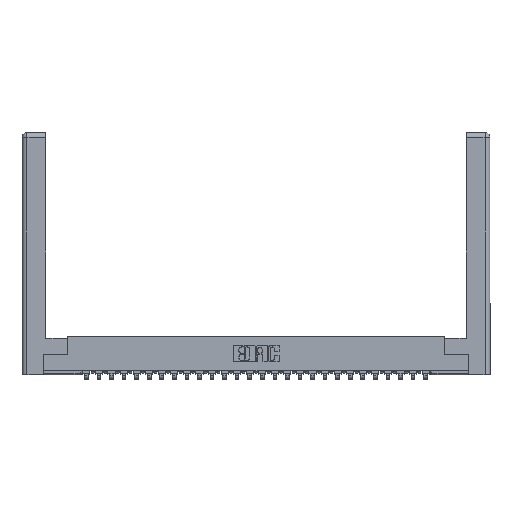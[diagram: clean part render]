
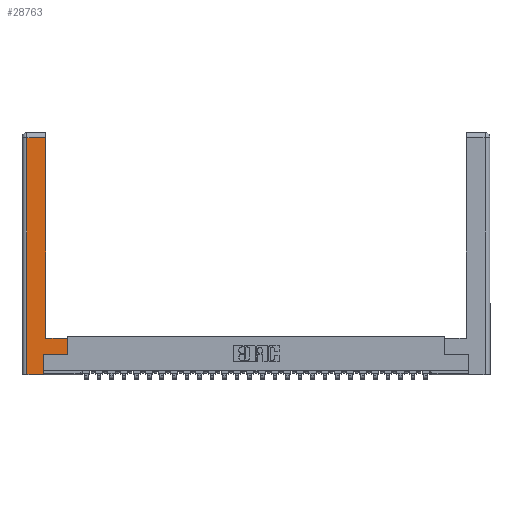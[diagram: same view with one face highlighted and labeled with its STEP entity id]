
A CAD part, top view. The second image highlights one B-rep face of the part: STEP entity #28763.
In plain terms, the highlighted planar face has unit normal (0, 0, 1).
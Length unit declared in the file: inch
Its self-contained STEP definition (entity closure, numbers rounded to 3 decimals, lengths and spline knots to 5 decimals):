
#386 = VECTOR ( 'NONE', #19454, 39.37008 ) ;
#460 = ORIENTED_EDGE ( 'NONE', *, *, #24469, .T. ) ;
#888 = ORIENTED_EDGE ( 'NONE', *, *, #22875, .T. ) ;
#1373 = EDGE_CURVE ( 'NONE', #13934, #23349, #13673, .T. ) ;
#1499 = DIRECTION ( 'NONE',  ( 1., 0., 0. ) ) ;
#1931 = VECTOR ( 'NONE', #2878, 39.37008 ) ;
#2002 = LINE ( 'NONE', #20646, #3417 ) ;
#2320 = VECTOR ( 'NONE', #15283, 39.37008 ) ;
#2416 = CARTESIAN_POINT ( 'NONE',  ( 0.265, 0., 0. ) ) ;
#2878 = DIRECTION ( 'NONE',  ( -1., 0., 0. ) ) ;
#3417 = VECTOR ( 'NONE', #18573, 39.37008 ) ;
#5037 = VECTOR ( 'NONE', #9218, 39.37008 ) ;
#5120 = ORIENTED_EDGE ( 'NONE', *, *, #9851, .T. ) ;
#5160 = CARTESIAN_POINT ( 'NONE',  ( 0.0615, 0., 0. ) ) ;
#5692 = LINE ( 'NONE', #22081, #386 ) ;
#7405 = VERTEX_POINT ( 'NONE', #14987 ) ;
#7502 = ORIENTED_EDGE ( 'NONE', *, *, #25849, .T. ) ;
#7679 = CARTESIAN_POINT ( 'NONE',  ( 0.0615, 2.94, 0. ) ) ;
#9218 = DIRECTION ( 'NONE',  ( 1., 0., 0. ) ) ;
#9851 = EDGE_CURVE ( 'NONE', #13901, #13934, #15649, .T. ) ;
#11178 = PLANE ( 'NONE',  #23900 ) ;
#11803 = DIRECTION ( 'NONE',  ( 0., -1., 0. ) ) ;
#12330 = CARTESIAN_POINT ( 'NONE',  ( 0.265, 0., 0. ) ) ;
#12913 = LINE ( 'NONE', #28567, #27433 ) ;
#13391 = FACE_OUTER_BOUND ( 'NONE', #20010, .T. ) ;
#13541 = EDGE_CURVE ( 'NONE', #17565, #20406, #12913, .T. ) ;
#13673 = LINE ( 'NONE', #2416, #5037 ) ;
#13901 = VERTEX_POINT ( 'NONE', #7679 ) ;
#13934 = VERTEX_POINT ( 'NONE', #5160 ) ;
#14241 = CARTESIAN_POINT ( 'NONE',  ( 0.295, 0.45, 0. ) ) ;
#14597 = EDGE_CURVE ( 'NONE', #7405, #14803, #15713, .T. ) ;
#14803 = VERTEX_POINT ( 'NONE', #14241 ) ;
#14987 = CARTESIAN_POINT ( 'NONE',  ( 0.565, 0.45, 0. ) ) ;
#15198 = VECTOR ( 'NONE', #22794, 39.37008 ) ;
#15283 = DIRECTION ( 'NONE',  ( 0., 1., 0. ) ) ;
#15649 = LINE ( 'NONE', #27152, #21183 ) ;
#15713 = LINE ( 'NONE', #24867, #15198 ) ;
#17480 = ORIENTED_EDGE ( 'NONE', *, *, #1373, .T. ) ;
#17565 = VERTEX_POINT ( 'NONE', #22805 ) ;
#17976 = DIRECTION ( 'NONE',  ( 0., 0., -1. ) ) ;
#18065 = ORIENTED_EDGE ( 'NONE', *, *, #20019, .T. ) ;
#18573 = DIRECTION ( 'NONE',  ( 0., 1., 0. ) ) ;
#19045 = CARTESIAN_POINT ( 'NONE',  ( 0.565, 0.45, 0. ) ) ;
#19454 = DIRECTION ( 'NONE',  ( 0., 1., 0. ) ) ;
#20010 = EDGE_LOOP ( 'NONE', ( #18065, #460, #5120, #17480, #7502, #20485, #888, #24513 ) ) ;
#20019 = EDGE_CURVE ( 'NONE', #14803, #24979, #5692, .T. ) ;
#20054 = LINE ( 'NONE', #29069, #1931 ) ;
#20406 = VERTEX_POINT ( 'NONE', #28145 ) ;
#20485 = ORIENTED_EDGE ( 'NONE', *, *, #13541, .T. ) ;
#20646 = CARTESIAN_POINT ( 'NONE',  ( 0.265, 0.245, 0. ) ) ;
#21183 = VECTOR ( 'NONE', #11803, 39.37008 ) ;
#22081 = CARTESIAN_POINT ( 'NONE',  ( 0.295, 3., 0. ) ) ;
#22678 = CARTESIAN_POINT ( 'NONE',  ( 0.295, 2.94, 0. ) ) ;
#22696 = DIRECTION ( 'NONE',  ( -1., 0., 0. ) ) ;
#22794 = DIRECTION ( 'NONE',  ( -1., 0., 0. ) ) ;
#22805 = CARTESIAN_POINT ( 'NONE',  ( 0.265, 0.245, 0. ) ) ;
#22875 = EDGE_CURVE ( 'NONE', #20406, #7405, #24154, .T. ) ;
#23349 = VERTEX_POINT ( 'NONE', #12330 ) ;
#23900 = AXIS2_PLACEMENT_3D ( 'NONE', #24905, #17976, #22696 ) ;
#24154 = LINE ( 'NONE', #19045, #2320 ) ;
#24469 = EDGE_CURVE ( 'NONE', #24979, #13901, #20054, .T. ) ;
#24513 = ORIENTED_EDGE ( 'NONE', *, *, #14597, .T. ) ;
#24867 = CARTESIAN_POINT ( 'NONE',  ( 0.295, 0.45, 0. ) ) ;
#24905 = CARTESIAN_POINT ( 'NONE',  ( 0., 0., 0. ) ) ;
#24979 = VERTEX_POINT ( 'NONE', #22678 ) ;
#25849 = EDGE_CURVE ( 'NONE', #23349, #17565, #2002, .T. ) ;
#27152 = CARTESIAN_POINT ( 'NONE',  ( 0.0615, 0., 0. ) ) ;
#27433 = VECTOR ( 'NONE', #1499, 39.37008 ) ;
#28145 = CARTESIAN_POINT ( 'NONE',  ( 0.565, 0.245, 0. ) ) ;
#28567 = CARTESIAN_POINT ( 'NONE',  ( 0.565, 0.245, 0. ) ) ;
#28763 = ADVANCED_FACE ( 'NONE', ( #13391 ), #11178, .F. ) ;
#29069 = CARTESIAN_POINT ( 'NONE',  ( 0.0615, 2.94, 0. ) ) ;
